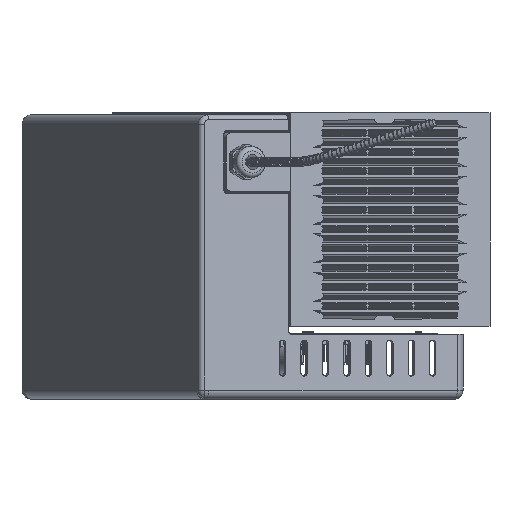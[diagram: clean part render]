
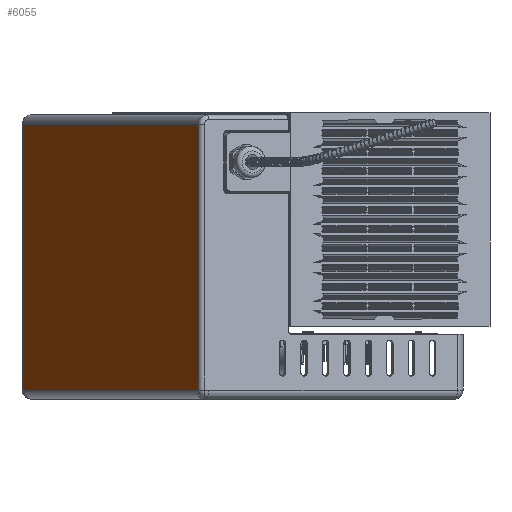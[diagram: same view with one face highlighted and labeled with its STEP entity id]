
A CAD part, left-side view. The second image highlights one B-rep face of the part: STEP entity #6055.
In plain terms, the highlighted planar face has unit normal (-0.383, 0.924, 0).
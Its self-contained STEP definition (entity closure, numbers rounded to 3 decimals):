
#1144 = DIRECTION ( 'NONE',  ( 0., 0., 1. ) ) ;
#1379 = VECTOR ( 'NONE', #10011, 1000. ) ;
#1519 = CARTESIAN_POINT ( 'NONE',  ( -210.198, 41.518, 274.983 ) ) ;
#1845 = CARTESIAN_POINT ( 'NONE',  ( -210.198, 41.518, 389.483 ) ) ;
#2185 = DIRECTION ( 'NONE',  ( 0.924, 0.383, 0. ) ) ;
#5208 = CARTESIAN_POINT ( 'NONE',  ( -210.198, 41.518, 274.983 ) ) ;
#5598 = CARTESIAN_POINT ( 'NONE',  ( -29.147, 116.595, 389.483 ) ) ;
#6055 = ADVANCED_FACE ( 'NONE', ( #30475 ), #12836, .T. ) ;
#6118 = VECTOR ( 'NONE', #1144, 1000. ) ;
#6179 = VECTOR ( 'NONE', #19225, 1000. ) ;
#6289 = CARTESIAN_POINT ( 'NONE',  ( -29.147, 116.595, 393.483 ) ) ;
#6653 = ORIENTED_EDGE ( 'NONE', *, *, #17164, .T. ) ;
#7368 = DIRECTION ( 'NONE',  ( 0., 0., 1. ) ) ;
#8597 = VECTOR ( 'NONE', #30041, 1000. ) ;
#10011 = DIRECTION ( 'NONE',  ( -0.924, -0.383, 0. ) ) ;
#11855 = VERTEX_POINT ( 'NONE', #5598 ) ;
#12254 = AXIS2_PLACEMENT_3D ( 'NONE', #19983, #30307, #7368 ) ;
#12836 = PLANE ( 'NONE',  #12254 ) ;
#13599 = CARTESIAN_POINT ( 'NONE',  ( -212.046, 40.751, 389.483 ) ) ;
#14136 = CARTESIAN_POINT ( 'NONE',  ( -30.995, 115.829, 274.983 ) ) ;
#14155 = EDGE_LOOP ( 'NONE', ( #26993, #25734, #14440, #6653, #16638, #16632 ) ) ;
#14425 = EDGE_CURVE ( 'NONE', #23178, #28374, #32469, .T. ) ;
#14440 = ORIENTED_EDGE ( 'NONE', *, *, #18771, .T. ) ;
#14474 = LINE ( 'NONE', #1845, #21005 ) ;
#15548 = CARTESIAN_POINT ( 'NONE',  ( -212.046, 40.751, 274.983 ) ) ;
#16632 = ORIENTED_EDGE ( 'NONE', *, *, #14425, .F. ) ;
#16638 = ORIENTED_EDGE ( 'NONE', *, *, #32721, .T. ) ;
#16914 = VERTEX_POINT ( 'NONE', #1519 ) ;
#17164 = EDGE_CURVE ( 'NONE', #18816, #11855, #14474, .T. ) ;
#17815 = LINE ( 'NONE', #5208, #1379 ) ;
#18771 = EDGE_CURVE ( 'NONE', #20853, #18816, #21898, .T. ) ;
#18816 = VERTEX_POINT ( 'NONE', #13599 ) ;
#19219 = CARTESIAN_POINT ( 'NONE',  ( -29.147, 116.595, 274.983 ) ) ;
#19225 = DIRECTION ( 'NONE',  ( 0., 0., -1. ) ) ;
#19983 = CARTESIAN_POINT ( 'NONE',  ( -122.444, 77.907, 270.983 ) ) ;
#20210 = LINE ( 'NONE', #32362, #8597 ) ;
#20853 = VERTEX_POINT ( 'NONE', #15548 ) ;
#21005 = VECTOR ( 'NONE', #2185, 1000. ) ;
#21898 = LINE ( 'NONE', #29227, #6118 ) ;
#22843 = VECTOR ( 'NONE', #23589, 1000. ) ;
#23178 = VERTEX_POINT ( 'NONE', #14136 ) ;
#23589 = DIRECTION ( 'NONE',  ( 0.924, 0.383, 0. ) ) ;
#25734 = ORIENTED_EDGE ( 'NONE', *, *, #30965, .T. ) ;
#26993 = ORIENTED_EDGE ( 'NONE', *, *, #28502, .T. ) ;
#28374 = VERTEX_POINT ( 'NONE', #19219 ) ;
#28502 = EDGE_CURVE ( 'NONE', #23178, #16914, #20210, .T. ) ;
#29227 = CARTESIAN_POINT ( 'NONE',  ( -212.046, 40.751, 272.983 ) ) ;
#29976 = CARTESIAN_POINT ( 'NONE',  ( -30.995, 115.829, 274.983 ) ) ;
#30041 = DIRECTION ( 'NONE',  ( -0.924, -0.383, 0. ) ) ;
#30307 = DIRECTION ( 'NONE',  ( -0.383, 0.924, 0. ) ) ;
#30475 = FACE_OUTER_BOUND ( 'NONE', #14155, .T. ) ;
#30965 = EDGE_CURVE ( 'NONE', #16914, #20853, #17815, .T. ) ;
#31552 = LINE ( 'NONE', #6289, #6179 ) ;
#32362 = CARTESIAN_POINT ( 'NONE',  ( -122.444, 77.907, 274.983 ) ) ;
#32469 = LINE ( 'NONE', #29976, #22843 ) ;
#32721 = EDGE_CURVE ( 'NONE', #11855, #28374, #31552, .T. ) ;
